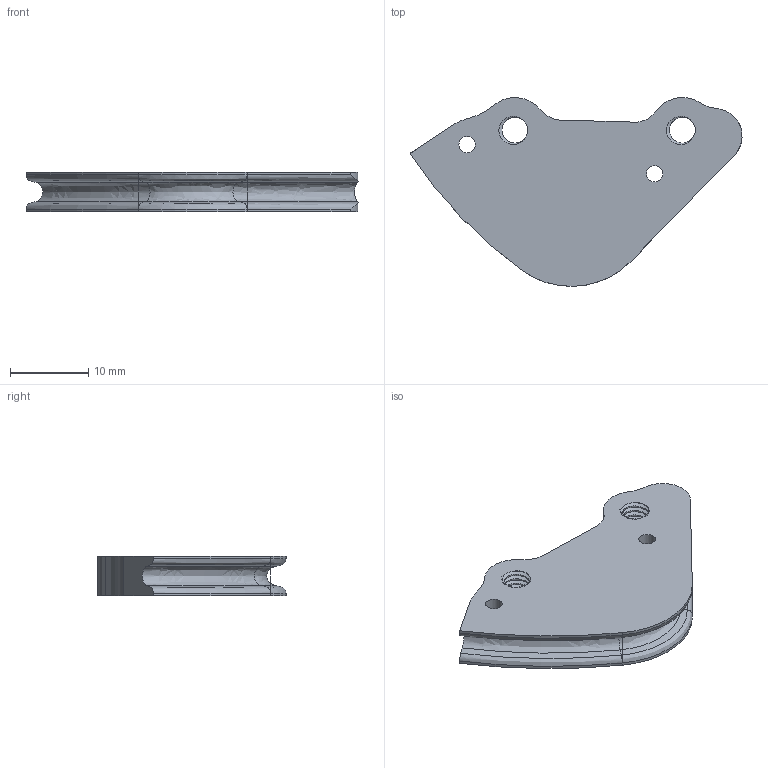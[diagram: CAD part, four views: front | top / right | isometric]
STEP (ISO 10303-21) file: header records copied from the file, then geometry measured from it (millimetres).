
FILE_DESCRIPTION(/* description */ (''),/* implementation_level */ '2;1');
FILE_NAME(/* name */ 'Modules Px2 T3.step',/* time_stamp */ '2024-05-05T19:48:09+02:00',/* author */ (''),/* organization */ (''),/* preprocessor_version */ 'ST-DEVELOPER v20',/* originating_system */ 'Autodesk Translation Framework v12.20.1.177',/* authorisation */ '');
FILE_SCHEMA (('AUTOMOTIVE_DESIGN { 1 0 10303 214 3 1 1 }'));
Length unit declared in the file: millimetre
Products named in the file (1): Modules N3 PX2
Bounding box: 42.49 x 24.16 x 5.1 mm (x, y, z)
Volume: 2791.8 mm3; surface area: 2184 mm2
Topology: 1 solids, 1 shells, 73 faces, 209 edges, 134 vertices
Faces by surface type: cylinder 49, bspline 17, plane 7
Full cylindrical faces by diameter (mm): 2.1 x2, 3.332 x8, 4.109 x4
Entity records: 4736 total; most frequent: CARTESIAN_POINT 2938, ORIENTED_EDGE 418, DIRECTION 307, EDGE_CURVE 209, VERTEX_POINT 134, AXIS2_PLACEMENT_3D 118, EDGE_LOOP 81, B_SPLINE_CURVE_WITH_KNOTS 77
